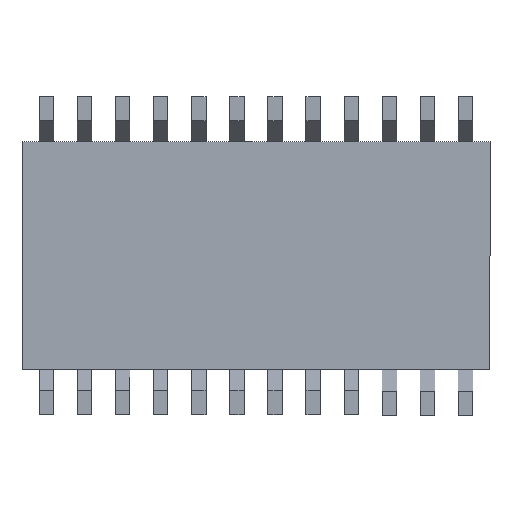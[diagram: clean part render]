
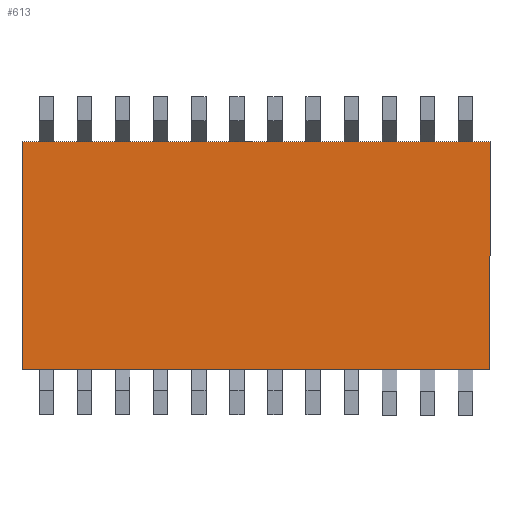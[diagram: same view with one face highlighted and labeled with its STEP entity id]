
A CAD part, front view. The second image highlights one B-rep face of the part: STEP entity #613.
In plain terms, the highlighted planar face has unit normal (0, -1, 0).
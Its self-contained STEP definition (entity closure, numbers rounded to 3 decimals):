
#507 = EDGE_LOOP ( 'NONE', ( #610, #603, #614, #618 ) ) ;
#509 = EDGE_CURVE ( 'NONE', #564, #588, #720, .T. ) ;
#560 = VERTEX_POINT ( 'NONE', #798 ) ;
#564 = VERTEX_POINT ( 'NONE', #797 ) ;
#567 = EDGE_CURVE ( 'NONE', #579, #564, #861, .T. ) ;
#579 = VERTEX_POINT ( 'NONE', #978 ) ;
#580 = EDGE_CURVE ( 'NONE', #560, #579, #967, .T. ) ;
#588 = VERTEX_POINT ( 'NONE', #976 ) ;
#603 = ORIENTED_EDGE ( 'NONE', *, *, #609, .T. ) ;
#609 = EDGE_CURVE ( 'NONE', #588, #560, #878, .T. ) ;
#610 = ORIENTED_EDGE ( 'NONE', *, *, #509, .T. ) ;
#613 = ADVANCED_FACE ( 'NONE', ( #873 ), #1046, .T. ) ;
#614 = ORIENTED_EDGE ( 'NONE', *, *, #580, .T. ) ;
#618 = ORIENTED_EDGE ( 'NONE', *, *, #567, .T. ) ;
#717 = DIRECTION ( 'NONE',  ( 0., 0., 1. ) ) ;
#718 = VECTOR ( 'NONE', #717, 1000. ) ;
#719 = CARTESIAN_POINT ( 'NONE',  ( 7.8, 0.15, -3.8 ) ) ;
#720 = LINE ( 'NONE', #719, #718 ) ;
#797 = CARTESIAN_POINT ( 'NONE',  ( 7.8, 0.15, -3.8 ) ) ;
#798 = CARTESIAN_POINT ( 'NONE',  ( -7.8, 0.15, 3.8 ) ) ;
#858 = DIRECTION ( 'NONE',  ( 1., 0., 0. ) ) ;
#859 = VECTOR ( 'NONE', #858, 1000. ) ;
#860 = CARTESIAN_POINT ( 'NONE',  ( -7.8, 0.15, -3.8 ) ) ;
#861 = LINE ( 'NONE', #860, #859 ) ;
#873 = FACE_OUTER_BOUND ( 'NONE', #507, .T. ) ;
#874 = DIRECTION ( 'NONE',  ( -1., 0., 0. ) ) ;
#875 = VECTOR ( 'NONE', #874, 1000. ) ;
#876 = CARTESIAN_POINT ( 'NONE',  ( -7.8, 0.15, 3.8 ) ) ;
#878 = LINE ( 'NONE', #876, #875 ) ;
#964 = DIRECTION ( 'NONE',  ( 0., 0., -1. ) ) ;
#965 = VECTOR ( 'NONE', #964, 1000. ) ;
#966 = CARTESIAN_POINT ( 'NONE',  ( -7.8, 0.15, -3.8 ) ) ;
#967 = LINE ( 'NONE', #966, #965 ) ;
#976 = CARTESIAN_POINT ( 'NONE',  ( 7.8, 0.15, 3.8 ) ) ;
#978 = CARTESIAN_POINT ( 'NONE',  ( -7.8, 0.15, -3.8 ) ) ;
#995 = DIRECTION ( 'NONE',  ( 0., 0., -1. ) ) ;
#996 = DIRECTION ( 'NONE',  ( 0., -1., 0. ) ) ;
#997 = CARTESIAN_POINT ( 'NONE',  ( -7.8, 0.15, -3.8 ) ) ;
#1045 = AXIS2_PLACEMENT_3D ( 'NONE', #997, #996, #995 ) ;
#1046 = PLANE ( 'NONE',  #1045 ) ;
